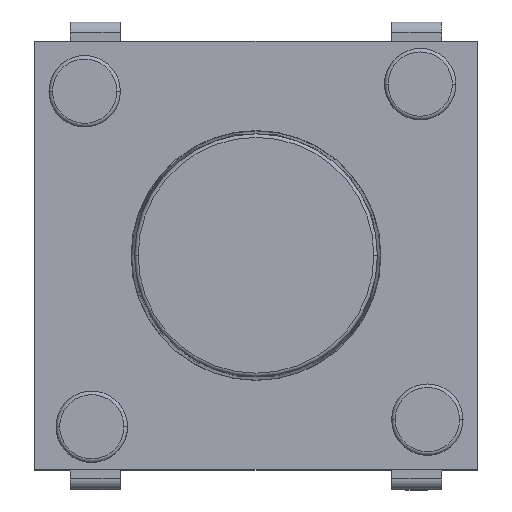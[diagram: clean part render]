
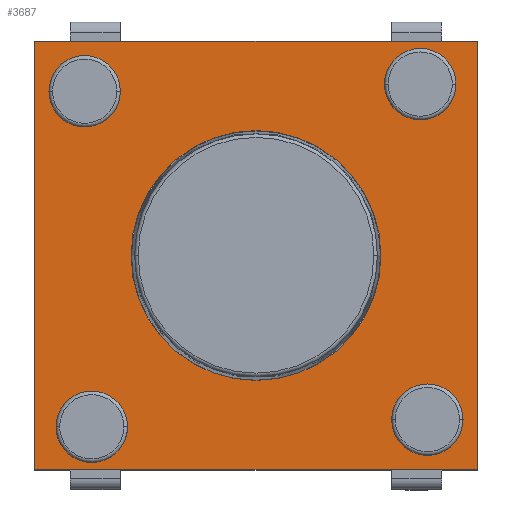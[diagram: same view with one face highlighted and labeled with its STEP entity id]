
A CAD part, top view. The second image highlights one B-rep face of the part: STEP entity #3687.
In plain terms, the highlighted planar face has unit normal (0, 0, 1).
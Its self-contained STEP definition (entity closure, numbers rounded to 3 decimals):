
#5 = CARTESIAN_POINT ( 'NONE',  ( 2.4, -2.3, 3.5 ) ) ;
#6 = AXIS2_PLACEMENT_3D ( 'NONE', #5, #20, #19 ) ;
#7 = CIRCLE ( 'NONE', #6, 0.5 ) ;
#19 = DIRECTION ( 'NONE',  ( 1., 0., 0. ) ) ;
#20 = DIRECTION ( 'NONE',  ( 0., 0., 1. ) ) ;
#21 = CARTESIAN_POINT ( 'NONE',  ( 2.9, -2.3, 3.5 ) ) ;
#40 = CARTESIAN_POINT ( 'NONE',  ( 1.8, 2.4, 3.5 ) ) ;
#48 = CARTESIAN_POINT ( 'NONE',  ( 1.9, -2.3, 3.5 ) ) ;
#125 = CARTESIAN_POINT ( 'NONE',  ( 2.8, 2.4, 3.5 ) ) ;
#148 = DIRECTION ( 'NONE',  ( 1., 0., 0. ) ) ;
#149 = DIRECTION ( 'NONE',  ( 0., 0., 1. ) ) ;
#150 = CARTESIAN_POINT ( 'NONE',  ( 2.3, 2.4, 3.5 ) ) ;
#151 = AXIS2_PLACEMENT_3D ( 'NONE', #150, #149, #148 ) ;
#152 = CIRCLE ( 'NONE', #151, 0.5 ) ;
#184 = DIRECTION ( 'NONE',  ( 0., 0., 1. ) ) ;
#185 = CARTESIAN_POINT ( 'NONE',  ( 0., 0., 3.5 ) ) ;
#186 = AXIS2_PLACEMENT_3D ( 'NONE', #185, #184, #210 ) ;
#187 = CIRCLE ( 'NONE', #186, 1.75 ) ;
#209 = CARTESIAN_POINT ( 'NONE',  ( 1.75, 0., 3.5 ) ) ;
#210 = DIRECTION ( 'NONE',  ( 1., 0., 0. ) ) ;
#701 = CARTESIAN_POINT ( 'NONE',  ( -2.8, -2.4, 3.5 ) ) ;
#898 = CARTESIAN_POINT ( 'NONE',  ( -1.75, 0., 3.5 ) ) ;
#1010 = CARTESIAN_POINT ( 'NONE',  ( -1.9, 2.3, 3.5 ) ) ;
#1148 = CIRCLE ( 'NONE', #1201, 0.5 ) ;
#1184 = CARTESIAN_POINT ( 'NONE',  ( -2.9, 2.3, 3.5 ) ) ;
#1198 = DIRECTION ( 'NONE',  ( 1., 0., 0. ) ) ;
#1199 = DIRECTION ( 'NONE',  ( 0., 0., 1. ) ) ;
#1200 = CARTESIAN_POINT ( 'NONE',  ( -2.4, 2.3, 3.5 ) ) ;
#1201 = AXIS2_PLACEMENT_3D ( 'NONE', #1200, #1199, #1198 ) ;
#1552 = CARTESIAN_POINT ( 'NONE',  ( 3.1, -3., 3.5 ) ) ;
#1708 = DIRECTION ( 'NONE',  ( 0., 1., 0. ) ) ;
#1709 = VECTOR ( 'NONE', #1708, 1000. ) ;
#1710 = CARTESIAN_POINT ( 'NONE',  ( 3.1, 3., 3.5 ) ) ;
#1711 = LINE ( 'NONE', #1710, #1709 ) ;
#1731 = DIRECTION ( 'NONE',  ( 1., 0., 0. ) ) ;
#1732 = DIRECTION ( 'NONE',  ( 0., 0., 1. ) ) ;
#1733 = CARTESIAN_POINT ( 'NONE',  ( 0., 0., 3.5 ) ) ;
#1734 = AXIS2_PLACEMENT_3D ( 'NONE', #1733, #1732, #1731 ) ;
#1735 = CIRCLE ( 'NONE', #1734, 1.75 ) ;
#1783 = DIRECTION ( 'NONE',  ( 1., 0., 0. ) ) ;
#1784 = DIRECTION ( 'NONE',  ( 0., 0., 1. ) ) ;
#1785 = CARTESIAN_POINT ( 'NONE',  ( 2.4, -2.3, 3.5 ) ) ;
#1786 = AXIS2_PLACEMENT_3D ( 'NONE', #1785, #1784, #1783 ) ;
#1787 = CIRCLE ( 'NONE', #1786, 0.5 ) ;
#1789 = DIRECTION ( 'NONE',  ( 1., 0., 0. ) ) ;
#1790 = DIRECTION ( 'NONE',  ( 0., 0., 1. ) ) ;
#1791 = CARTESIAN_POINT ( 'NONE',  ( -2.4, 2.3, 3.5 ) ) ;
#1792 = AXIS2_PLACEMENT_3D ( 'NONE', #1791, #1790, #1789 ) ;
#1793 = CIRCLE ( 'NONE', #1792, 0.5 ) ;
#1837 = FACE_BOUND ( 'NONE', #3879, .T. ) ;
#1838 = FACE_BOUND ( 'NONE', #3972, .T. ) ;
#1839 = FACE_OUTER_BOUND ( 'NONE', #3637, .T. ) ;
#1840 = FACE_BOUND ( 'NONE', #3692, .T. ) ;
#1841 = FACE_BOUND ( 'NONE', #3667, .T. ) ;
#1842 = FACE_BOUND ( 'NONE', #3661, .T. ) ;
#1843 = CARTESIAN_POINT ( 'NONE',  ( 3.1, 3., 3.5 ) ) ;
#1880 = DIRECTION ( 'NONE',  ( 1., 0., 0. ) ) ;
#1881 = DIRECTION ( 'NONE',  ( 0., 0., 1. ) ) ;
#1882 = CARTESIAN_POINT ( 'NONE',  ( 3.1, -3., 3.5 ) ) ;
#1883 = AXIS2_PLACEMENT_3D ( 'NONE', #1882, #1881, #1880 ) ;
#1885 = PLANE ( 'NONE',  #1883 ) ;
#2294 = DIRECTION ( 'NONE',  ( 1., 0., 0. ) ) ;
#2295 = VECTOR ( 'NONE', #2294, 1000. ) ;
#2296 = CARTESIAN_POINT ( 'NONE',  ( -3.1, -3., 3.5 ) ) ;
#2298 = LINE ( 'NONE', #2296, #2295 ) ;
#2421 = CARTESIAN_POINT ( 'NONE',  ( -3.1, -3., 3.5 ) ) ;
#2422 = DIRECTION ( 'NONE',  ( 1., 0., 0. ) ) ;
#2423 = DIRECTION ( 'NONE',  ( 0., 0., 1. ) ) ;
#2424 = CARTESIAN_POINT ( 'NONE',  ( -2.3, -2.4, 3.5 ) ) ;
#2425 = AXIS2_PLACEMENT_3D ( 'NONE', #2424, #2423, #2422 ) ;
#2430 = CIRCLE ( 'NONE', #2425, 0.5 ) ;
#2474 = DIRECTION ( 'NONE',  ( 0., -1., 0. ) ) ;
#2475 = VECTOR ( 'NONE', #2474, 1000. ) ;
#2476 = CARTESIAN_POINT ( 'NONE',  ( -3.1, 3., 3.5 ) ) ;
#2477 = LINE ( 'NONE', #2476, #2475 ) ;
#2490 = DIRECTION ( 'NONE',  ( 1., 0., 0. ) ) ;
#2491 = DIRECTION ( 'NONE',  ( 0., 0., 1. ) ) ;
#2492 = CARTESIAN_POINT ( 'NONE',  ( 2.3, 2.4, 3.5 ) ) ;
#2493 = AXIS2_PLACEMENT_3D ( 'NONE', #2492, #2491, #2490 ) ;
#2494 = CIRCLE ( 'NONE', #2493, 0.5 ) ;
#2496 = CARTESIAN_POINT ( 'NONE',  ( -3.1, 3., 3.5 ) ) ;
#2536 = LINE ( 'NONE', #2586, #2585 ) ;
#2584 = DIRECTION ( 'NONE',  ( -1., 0., 0. ) ) ;
#2585 = VECTOR ( 'NONE', #2584, 1000. ) ;
#2586 = CARTESIAN_POINT ( 'NONE',  ( -3.1, 3., 3.5 ) ) ;
#3133 = VERTEX_POINT ( 'NONE', #701 ) ;
#3153 = EDGE_CURVE ( 'NONE', #3155, #3133, #4634, .T. ) ;
#3155 = VERTEX_POINT ( 'NONE', #4650 ) ;
#3172 = EDGE_CURVE ( 'NONE', #3173, #3184, #7, .T. ) ;
#3173 = VERTEX_POINT ( 'NONE', #21 ) ;
#3178 = VERTEX_POINT ( 'NONE', #40 ) ;
#3184 = VERTEX_POINT ( 'NONE', #48 ) ;
#3218 = VERTEX_POINT ( 'NONE', #125 ) ;
#3221 = EDGE_CURVE ( 'NONE', #3218, #3178, #152, .T. ) ;
#3245 = EDGE_CURVE ( 'NONE', #3302, #3246, #187, .T. ) ;
#3246 = VERTEX_POINT ( 'NONE', #209 ) ;
#3302 = VERTEX_POINT ( 'NONE', #898 ) ;
#3351 = VERTEX_POINT ( 'NONE', #1010 ) ;
#3405 = EDGE_CURVE ( 'NONE', #3351, #3415, #1148, .T. ) ;
#3415 = VERTEX_POINT ( 'NONE', #1184 ) ;
#3580 = VERTEX_POINT ( 'NONE', #1552 ) ;
#3637 = EDGE_LOOP ( 'NONE', ( #3663, #3877, #3997, #3940 ) ) ;
#3646 = EDGE_CURVE ( 'NONE', #3580, #3686, #1711, .T. ) ;
#3650 = EDGE_CURVE ( 'NONE', #3246, #3302, #1735, .T. ) ;
#3651 = ORIENTED_EDGE ( 'NONE', *, *, #3405, .F. ) ;
#3652 = ORIENTED_EDGE ( 'NONE', *, *, #3245, .F. ) ;
#3661 = EDGE_LOOP ( 'NONE', ( #3668, #3693 ) ) ;
#3663 = ORIENTED_EDGE ( 'NONE', *, *, #3646, .T. ) ;
#3666 = EDGE_CURVE ( 'NONE', #3415, #3351, #1793, .T. ) ;
#3667 = EDGE_LOOP ( 'NONE', ( #3694, #3651 ) ) ;
#3668 = ORIENTED_EDGE ( 'NONE', *, *, #3669, .F. ) ;
#3669 = EDGE_CURVE ( 'NONE', #3184, #3173, #1787, .T. ) ;
#3671 = ORIENTED_EDGE ( 'NONE', *, *, #3650, .F. ) ;
#3686 = VERTEX_POINT ( 'NONE', #1843 ) ;
#3687 = ADVANCED_FACE ( 'NONE', ( #1842, #1841, #1840, #1839, #1838, #1837 ), #1885, .T. ) ;
#3692 = EDGE_LOOP ( 'NONE', ( #3671, #3652 ) ) ;
#3693 = ORIENTED_EDGE ( 'NONE', *, *, #3172, .F. ) ;
#3694 = ORIENTED_EDGE ( 'NONE', *, *, #3666, .F. ) ;
#3862 = ORIENTED_EDGE ( 'NONE', *, *, #3221, .F. ) ;
#3863 = EDGE_CURVE ( 'NONE', #3941, #3580, #2298, .T. ) ;
#3877 = ORIENTED_EDGE ( 'NONE', *, *, #3996, .T. ) ;
#3879 = EDGE_LOOP ( 'NONE', ( #3961, #3938 ) ) ;
#3938 = ORIENTED_EDGE ( 'NONE', *, *, #3153, .F. ) ;
#3939 = EDGE_CURVE ( 'NONE', #3133, #3155, #2430, .T. ) ;
#3940 = ORIENTED_EDGE ( 'NONE', *, *, #3863, .T. ) ;
#3941 = VERTEX_POINT ( 'NONE', #2421 ) ;
#3947 = EDGE_CURVE ( 'NONE', #3965, #3941, #2477, .T. ) ;
#3961 = ORIENTED_EDGE ( 'NONE', *, *, #3939, .F. ) ;
#3965 = VERTEX_POINT ( 'NONE', #2496 ) ;
#3966 = EDGE_CURVE ( 'NONE', #3178, #3218, #2494, .T. ) ;
#3972 = EDGE_LOOP ( 'NONE', ( #3986, #3862 ) ) ;
#3986 = ORIENTED_EDGE ( 'NONE', *, *, #3966, .F. ) ;
#3996 = EDGE_CURVE ( 'NONE', #3686, #3965, #2536, .T. ) ;
#3997 = ORIENTED_EDGE ( 'NONE', *, *, #3947, .T. ) ;
#4634 = CIRCLE ( 'NONE', #4639, 0.5 ) ;
#4636 = DIRECTION ( 'NONE',  ( 1., 0., 0. ) ) ;
#4637 = DIRECTION ( 'NONE',  ( 0., 0., 1. ) ) ;
#4638 = CARTESIAN_POINT ( 'NONE',  ( -2.3, -2.4, 3.5 ) ) ;
#4639 = AXIS2_PLACEMENT_3D ( 'NONE', #4638, #4637, #4636 ) ;
#4650 = CARTESIAN_POINT ( 'NONE',  ( -1.8, -2.4, 3.5 ) ) ;
